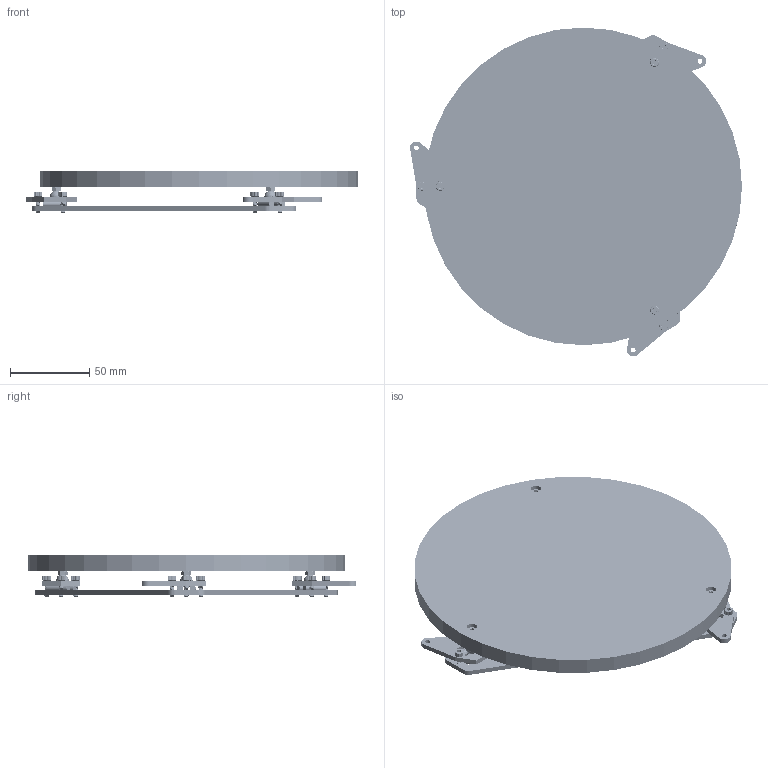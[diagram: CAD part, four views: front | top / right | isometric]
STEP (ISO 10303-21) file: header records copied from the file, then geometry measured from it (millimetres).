
FILE_DESCRIPTION(/* description */ (''),/* implementation_level */ '2;1');
FILE_NAME(/* name */ 'Mall Ninja Bed.step',/* time_stamp */ '2022-01-10T11:28:17-07:00',/* author */ (''),/* organization */ (''),/* preprocessor_version */ 'ST-DEVELOPER v18.1',/* originating_system */ 'Autodesk Translation Framework v10.10.0.1391',/* authorisation */ '');
FILE_SCHEMA (('AUTOMOTIVE_DESIGN { 1 0 10303 214 3 1 1 }'));
Products named in the file (8): Polar Kinematic Bed; Bed; 90592A085_Steel Hex Nut; 91292A114_18-8 Stainless Steel Socket Head Screw; 1598K29_Hardened Bearing-Quality 440C Stainless Steel Ball; Kinematic Mount; 4mm diameter rod; 90751A112_18-8 Stainless Steel Socket Head Screws
Assembly tree (26 placements, depth 3):
  Polar Kinematic Bed
    Bed
      91292A114_18-8 Stainless Steel Socket Head Screw  x3
      90592A085_Steel Hex Nut  x3
      1598K29_Hardened Bearing-Quality 440C Stainless Steel Ball  x3
    Kinematic Mount
      4mm diameter rod  x6
      90751A112_18-8 Stainless Steel Socket Head Screws  x9
Bounding box: 209 x 207.06 x 25.9 mm (x, y, z)
Volume: 377912.3 mm3; surface area: 120303.3 mm2
Topology: 29 solids, 29 shells, 2969 faces, 8517 edges, 5627 vertices
Faces by surface type: plane 1597, cylinder 1159, cone 156, bspline 42, torus 12, sphere 3
Full cylindrical faces by diameter (mm): 2.35 x69, 2.529 x12, 3 x327, 3.4 x9, 3.6 x3, 4 x6, 5.5 x3, 6.5 x3, 200 x1
Entity records: 37558 total; most frequent: CARTESIAN_POINT 24462, ORIENTED_EDGE 2916, DIRECTION 2320, EDGE_CURVE 1458, VERTEX_POINT 961, AXIS2_PLACEMENT_3D 847, LINE 626, VECTOR 626
